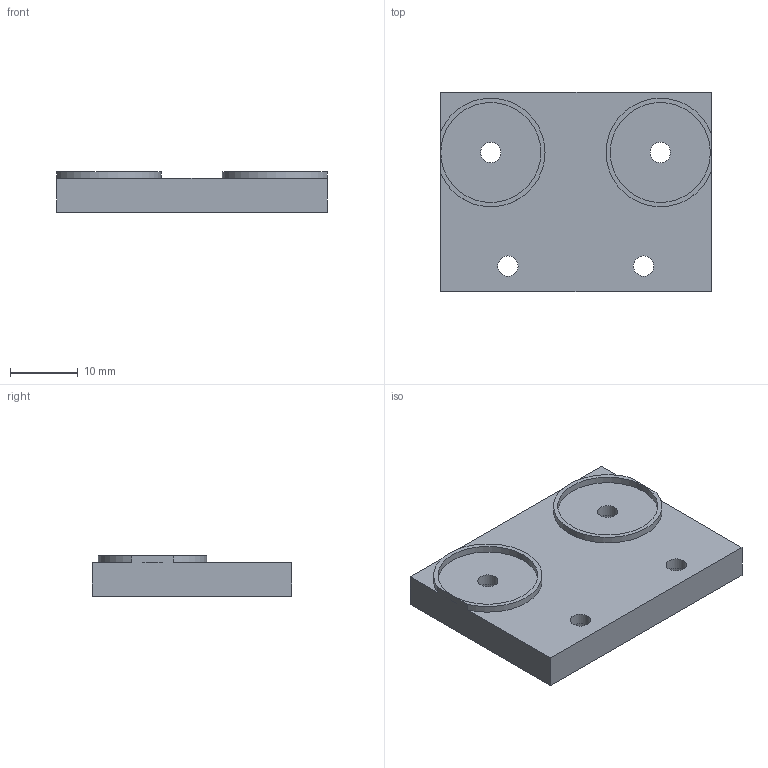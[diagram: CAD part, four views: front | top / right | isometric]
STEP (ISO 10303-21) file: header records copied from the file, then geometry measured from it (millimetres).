
FILE_DESCRIPTION(/* description */ (''),/* implementation_level */ '2;1');
FILE_NAME(/* name */ 'Claw Runner Clamp.step',/* time_stamp */ '2025-09-14T20:55:00+08:00',/* author */ (''),/* organization */ (''),/* preprocessor_version */ 'ST-DEVELOPER v20.1',/* originating_system */ 'Autodesk Translation Framework v14.10.0.0',/* authorisation */ '');
FILE_SCHEMA (('AUTOMOTIVE_DESIGN { 1 0 10303 214 3 1 1 }'));
Length unit declared in the file: millimetre
Products named in the file (2): Hand; Claws
Assembly tree (1 placements, depth 2):
  Hand
    Claws
Bounding box: 39.88 x 29.36 x 6 mm (x, y, z)
Volume: 5661.7 mm3; surface area: 3416 mm2
Topology: 1 solids, 1 shells, 26 faces, 57 edges, 37 vertices
Faces by surface type: plane 14, cylinder 12
Full cylindrical faces by diameter (mm): 3 x4, 5.5 x4, 14.75 x2
Entity records: 793 total; most frequent: DIRECTION 138, CARTESIAN_POINT 121, ORIENTED_EDGE 112, EDGE_CURVE 56, AXIS2_PLACEMENT_3D 53, EDGE_LOOP 39, VERTEX_POINT 36, LINE 32
